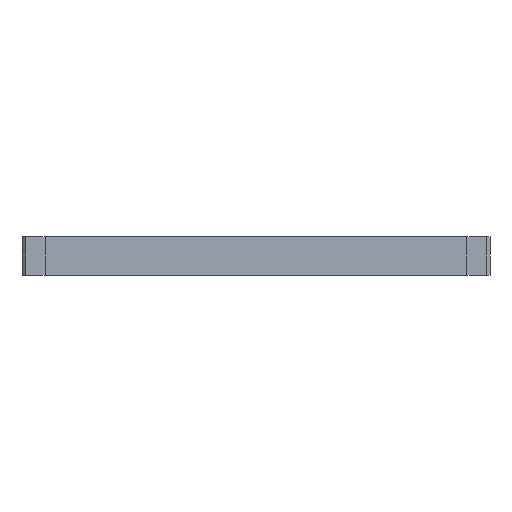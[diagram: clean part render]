
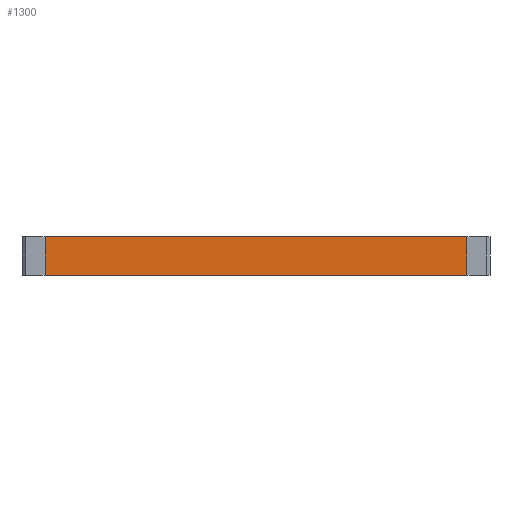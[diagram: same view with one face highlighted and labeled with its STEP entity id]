
A CAD part, left-side view. The second image highlights one B-rep face of the part: STEP entity #1300.
In plain terms, the highlighted planar face has unit normal (-1, 0, 0).
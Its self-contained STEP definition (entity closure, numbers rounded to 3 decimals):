
#212=FACE_OUTER_BOUND('',#288,.T.);
#288=EDGE_LOOP('',(#1148,#1149,#1150,#1151));
#344=LINE('',#2090,#452);
#361=LINE('',#2131,#469);
#399=LINE('',#2352,#507);
#400=LINE('',#2353,#508);
#452=VECTOR('',#1634,10.);
#469=VECTOR('',#1669,10.);
#507=VECTOR('',#1845,10.);
#508=VECTOR('',#1846,10.);
#570=VERTEX_POINT('',#2084);
#572=VERTEX_POINT('',#2088);
#587=VERTEX_POINT('',#2129);
#638=VERTEX_POINT('',#2351);
#724=EDGE_CURVE('',#570,#572,#344,.T.);
#745=EDGE_CURVE('',#587,#572,#361,.T.);
#826=EDGE_CURVE('',#638,#570,#399,.T.);
#827=EDGE_CURVE('',#638,#587,#400,.T.);
#1148=ORIENTED_EDGE('',*,*,#826,.T.);
#1149=ORIENTED_EDGE('',*,*,#724,.T.);
#1150=ORIENTED_EDGE('',*,*,#745,.F.);
#1151=ORIENTED_EDGE('',*,*,#827,.F.);
#1238=PLANE('',#1463);
#1300=ADVANCED_FACE('',(#212),#1238,.T.);
#1463=AXIS2_PLACEMENT_3D('',#2350,#1843,#1844);
#1634=DIRECTION('',(0.,0.,1.));
#1669=DIRECTION('',(0.,-1.,0.));
#1843=DIRECTION('center_axis',(-1.,0.,0.));
#1844=DIRECTION('ref_axis',(0.,-1.,0.));
#1845=DIRECTION('',(0.,-1.,0.));
#1846=DIRECTION('',(0.,0.,1.));
#2084=CARTESIAN_POINT('',(-16.25,-27.5,0.));
#2088=CARTESIAN_POINT('',(-16.25,-27.5,5.));
#2090=CARTESIAN_POINT('',(-16.25,-27.5,0.));
#2129=CARTESIAN_POINT('',(-16.25,27.5,5.));
#2131=CARTESIAN_POINT('',(-16.25,27.5,5.));
#2350=CARTESIAN_POINT('Origin',(-16.25,27.5,0.));
#2351=CARTESIAN_POINT('',(-16.25,27.5,0.));
#2352=CARTESIAN_POINT('',(-16.25,27.5,0.));
#2353=CARTESIAN_POINT('',(-16.25,27.5,0.));
